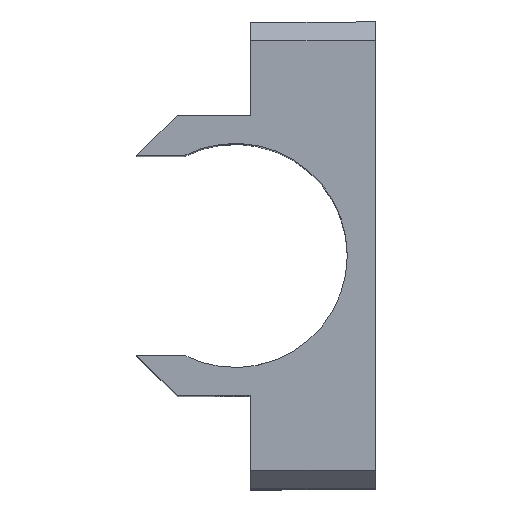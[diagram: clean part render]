
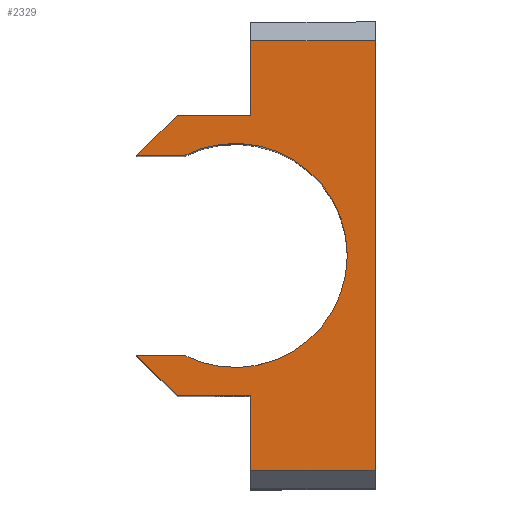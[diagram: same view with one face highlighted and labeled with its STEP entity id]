
A CAD part, top view. The second image highlights one B-rep face of the part: STEP entity #2329.
In plain terms, the highlighted planar face has unit normal (0, 0, 1).
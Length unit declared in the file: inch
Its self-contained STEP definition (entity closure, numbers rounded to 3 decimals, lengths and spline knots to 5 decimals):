
#31 = EDGE_CURVE ( 'NONE', #94, #2501, #3172, .T. ) ;
#69 = DIRECTION ( 'NONE',  ( 0., 1., 0. ) ) ;
#87 = VERTEX_POINT ( 'NONE', #1376 ) ;
#94 = VERTEX_POINT ( 'NONE', #2425 ) ;
#99 = VECTOR ( 'NONE', #2244, 39.37008 ) ;
#124 = EDGE_CURVE ( 'NONE', #2708, #759, #2803, .T. ) ;
#130 = EDGE_CURVE ( 'NONE', #2501, #132, #3006, .T. ) ;
#132 = VERTEX_POINT ( 'NONE', #3024 ) ;
#141 = LINE ( 'NONE', #1164, #1110 ) ;
#161 = CARTESIAN_POINT ( 'NONE',  ( 0.5625, -0.8625, 2.125 ) ) ;
#244 = VERTEX_POINT ( 'NONE', #1156 ) ;
#249 = EDGE_CURVE ( 'NONE', #2208, #2708, #1352, .T. ) ;
#278 = CARTESIAN_POINT ( 'NONE',  ( 0.5625, 0.8625, 2.125 ) ) ;
#330 = ORIENTED_EDGE ( 'NONE', *, *, #130, .F. ) ;
#367 = EDGE_CURVE ( 'NONE', #2926, #1450, #571, .T. ) ;
#412 = AXIS2_PLACEMENT_3D ( 'NONE', #3208, #873, #416 ) ;
#416 = DIRECTION ( 'NONE',  ( -1., 0., 0. ) ) ;
#417 = DIRECTION ( 'NONE',  ( -1., 0., 0. ) ) ;
#471 = DIRECTION ( 'NONE',  ( 0., 1., 0. ) ) ;
#493 = EDGE_CURVE ( 'NONE', #94, #1615, #141, .T. ) ;
#544 = ORIENTED_EDGE ( 'NONE', *, *, #2070, .F. ) ;
#553 = DIRECTION ( 'NONE',  ( 1., 0., 0. ) ) ;
#565 = AXIS2_PLACEMENT_3D ( 'NONE', #3264, #1196, #417 ) ;
#571 = LINE ( 'NONE', #2892, #2682 ) ;
#594 = ORIENTED_EDGE ( 'NONE', *, *, #367, .F. ) ;
#759 = VERTEX_POINT ( 'NONE', #1887 ) ;
#760 = CARTESIAN_POINT ( 'NONE',  ( -0.233, -0.5625, 2.125 ) ) ;
#794 = CARTESIAN_POINT ( 'NONE',  ( -0.3955, -0.4, 2.125 ) ) ;
#873 = DIRECTION ( 'NONE',  ( 0., 0., 1. ) ) ;
#876 = CARTESIAN_POINT ( 'NONE',  ( -0.3955, 0.4, 2.125 ) ) ;
#989 = LINE ( 'NONE', #2791, #3238 ) ;
#1040 = EDGE_LOOP ( 'NONE', ( #2894, #2176, #3333, #2700, #330, #2021, #2038, #2592, #594, #544, #2010, #1625 ) ) ;
#1110 = VECTOR ( 'NONE', #2205, 39.37008 ) ;
#1120 = VECTOR ( 'NONE', #2331, 39.37008 ) ;
#1156 = CARTESIAN_POINT ( 'NONE',  ( -0.233, 0.5625, 2.125 ) ) ;
#1164 = CARTESIAN_POINT ( 'NONE',  ( 0.0625, -0.8625, 2.125 ) ) ;
#1196 = DIRECTION ( 'NONE',  ( 0., 0., 1. ) ) ;
#1242 = EDGE_CURVE ( 'NONE', #244, #87, #3258, .T. ) ;
#1276 = VECTOR ( 'NONE', #2879, 39.37008 ) ;
#1278 = EDGE_CURVE ( 'NONE', #1450, #1615, #989, .T. ) ;
#1352 = LINE ( 'NONE', #2077, #1276 ) ;
#1376 = CARTESIAN_POINT ( 'NONE',  ( 0.0625, 0.5625, 2.125 ) ) ;
#1450 = VERTEX_POINT ( 'NONE', #278 ) ;
#1505 = CARTESIAN_POINT ( 'NONE',  ( -0.3955, 0.4, 2.125 ) ) ;
#1567 = EDGE_CURVE ( 'NONE', #759, #1882, #3202, .T. ) ;
#1609 = CARTESIAN_POINT ( 'NONE',  ( 0.0625, -0.5625, 2.125 ) ) ;
#1615 = VERTEX_POINT ( 'NONE', #161 ) ;
#1625 = ORIENTED_EDGE ( 'NONE', *, *, #3177, .F. ) ;
#1645 = PLANE ( 'NONE',  #412 ) ;
#1698 = FACE_OUTER_BOUND ( 'NONE', #1040, .T. ) ;
#1834 = CARTESIAN_POINT ( 'NONE',  ( 0.0625, 0.8625, 2.125 ) ) ;
#1882 = VERTEX_POINT ( 'NONE', #876 ) ;
#1887 = CARTESIAN_POINT ( 'NONE',  ( -0.20616, 0.4, 2.125 ) ) ;
#1944 = CARTESIAN_POINT ( 'NONE',  ( 0.233, -0.5625, 2.125 ) ) ;
#1950 = DIRECTION ( 'NONE',  ( -1., 0., 0. ) ) ;
#1954 = CARTESIAN_POINT ( 'NONE',  ( -0.233, 0.5625, 2.125 ) ) ;
#1959 = DIRECTION ( 'NONE',  ( -1., 0., 0. ) ) ;
#2010 = ORIENTED_EDGE ( 'NONE', *, *, #1242, .F. ) ;
#2021 = ORIENTED_EDGE ( 'NONE', *, *, #31, .F. ) ;
#2038 = ORIENTED_EDGE ( 'NONE', *, *, #493, .T. ) ;
#2066 = LINE ( 'NONE', #1505, #1120 ) ;
#2070 = EDGE_CURVE ( 'NONE', #87, #2926, #2308, .T. ) ;
#2077 = CARTESIAN_POINT ( 'NONE',  ( -0.3955, -0.4, 2.125 ) ) ;
#2176 = ORIENTED_EDGE ( 'NONE', *, *, #124, .F. ) ;
#2197 = VECTOR ( 'NONE', #69, 39.37008 ) ;
#2205 = DIRECTION ( 'NONE',  ( 1., 0., 0. ) ) ;
#2208 = VERTEX_POINT ( 'NONE', #794 ) ;
#2214 = CARTESIAN_POINT ( 'NONE',  ( -0.20616, -0.4, 2.125 ) ) ;
#2244 = DIRECTION ( 'NONE',  ( -0.707, 0.707, 0. ) ) ;
#2308 = LINE ( 'NONE', #2563, #2912 ) ;
#2329 = ADVANCED_FACE ( 'NONE', ( #1698 ), #1645, .T. ) ;
#2331 = DIRECTION ( 'NONE',  ( 0.707, 0.707, 0. ) ) ;
#2413 = VECTOR ( 'NONE', #1959, 39.37008 ) ;
#2425 = CARTESIAN_POINT ( 'NONE',  ( 0.0625, -0.8625, 2.125 ) ) ;
#2501 = VERTEX_POINT ( 'NONE', #1609 ) ;
#2563 = CARTESIAN_POINT ( 'NONE',  ( 0.0625, 0., 2.125 ) ) ;
#2569 = CARTESIAN_POINT ( 'NONE',  ( 0.0625, 0., 2.125 ) ) ;
#2570 = DIRECTION ( 'NONE',  ( 0., -1., 0. ) ) ;
#2592 = ORIENTED_EDGE ( 'NONE', *, *, #1278, .F. ) ;
#2682 = VECTOR ( 'NONE', #553, 39.37008 ) ;
#2700 = ORIENTED_EDGE ( 'NONE', *, *, #2800, .F. ) ;
#2708 = VERTEX_POINT ( 'NONE', #2214 ) ;
#2791 = CARTESIAN_POINT ( 'NONE',  ( 0.5625, 0.233, 2.125 ) ) ;
#2793 = LINE ( 'NONE', #760, #99 ) ;
#2800 = EDGE_CURVE ( 'NONE', #132, #2208, #2793, .T. ) ;
#2802 = VECTOR ( 'NONE', #1950, 39.37008 ) ;
#2803 = CIRCLE ( 'NONE', #565, 0.45 ) ;
#2879 = DIRECTION ( 'NONE',  ( 1., 0., 0. ) ) ;
#2892 = CARTESIAN_POINT ( 'NONE',  ( 0.0625, 0.8625, 2.125 ) ) ;
#2894 = ORIENTED_EDGE ( 'NONE', *, *, #1567, .F. ) ;
#2912 = VECTOR ( 'NONE', #471, 39.37008 ) ;
#2924 = CARTESIAN_POINT ( 'NONE',  ( -0.20616, 0.4, 2.125 ) ) ;
#2926 = VERTEX_POINT ( 'NONE', #1834 ) ;
#3001 = DIRECTION ( 'NONE',  ( 1., 0., 0. ) ) ;
#3006 = LINE ( 'NONE', #1944, #2413 ) ;
#3024 = CARTESIAN_POINT ( 'NONE',  ( -0.233, -0.5625, 2.125 ) ) ;
#3172 = LINE ( 'NONE', #2569, #2197 ) ;
#3177 = EDGE_CURVE ( 'NONE', #1882, #244, #2066, .T. ) ;
#3178 = VECTOR ( 'NONE', #3001, 39.37008 ) ;
#3202 = LINE ( 'NONE', #2924, #2802 ) ;
#3208 = CARTESIAN_POINT ( 'NONE',  ( 0., 0., 2.125 ) ) ;
#3238 = VECTOR ( 'NONE', #2570, 39.37008 ) ;
#3258 = LINE ( 'NONE', #1954, #3178 ) ;
#3264 = CARTESIAN_POINT ( 'NONE',  ( 0., 0., 2.125 ) ) ;
#3333 = ORIENTED_EDGE ( 'NONE', *, *, #249, .F. ) ;
